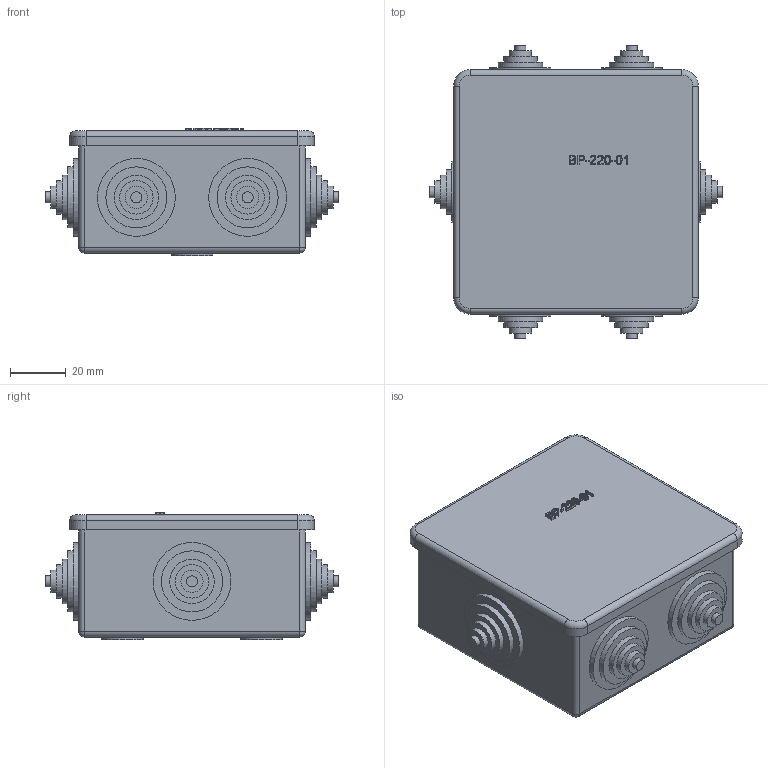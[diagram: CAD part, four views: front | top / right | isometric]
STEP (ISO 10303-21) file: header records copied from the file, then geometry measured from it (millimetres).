
FILE_DESCRIPTION(('STEP AP214'), '1');
FILE_NAME('ÐÂ-220-01', '', ('UNSPECIFIED'), ('UNSPECIFIED'), 'ASCON STEP Converter 1.3', 'ASCON Math Kernel', '');
FILE_SCHEMA(('AUTOMOTIVE_DESIGN { 1 0 10303 214 3 1 1}'));
Length unit declared in the file: millimetre
Bounding box: 105.5 x 105.5 x 45.9 mm (x, y, z)
Volume: 73193.5 mm3; surface area: 57182 mm2
Topology: 1 solids, 2 shells, 518 faces, 1361 edges, 898 vertices
Faces by surface type: cylinder 390, plane 120, torus 4, sphere 4
Full cylindrical faces by diameter (mm): 4 x6, 8 x6, 12 x6, 15 x2, 16 x6, 22 x6, 28 x6
Entity records: 20341 total; most frequent: DIRECTION 3141, CARTESIAN_POINT 2736, ORIENTED_EDGE 2638, EDGE_CURVE 1319, AXIS2_PLACEMENT_3D 1303, VERTEX_POINT 898, CIRCLE 784, EDGE_LOOP 611
